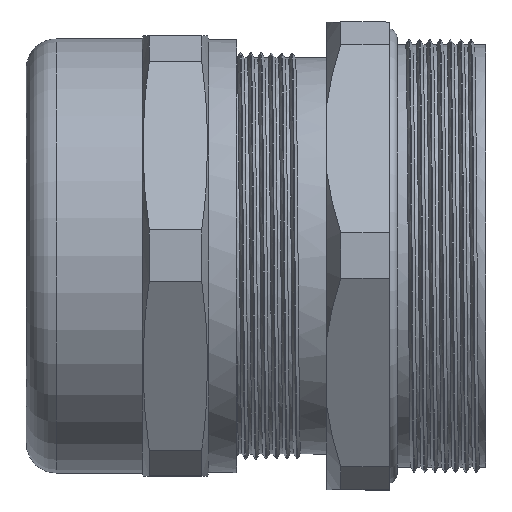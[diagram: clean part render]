
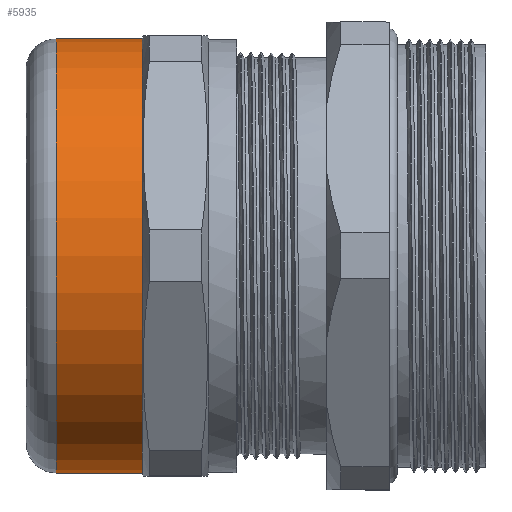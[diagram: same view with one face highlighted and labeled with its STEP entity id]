
A CAD part, top view. The second image highlights one B-rep face of the part: STEP entity #5935.
In plain terms, the highlighted cylindrical face has radius 31.565 mm (diameter 63.13 mm), a full revolution.
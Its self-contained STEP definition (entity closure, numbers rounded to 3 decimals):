
#208=FACE_BOUND('',#1156,.T.);
#788=FACE_OUTER_BOUND('',#1155,.T.);
#1155=EDGE_LOOP('',(#5241));
#1156=EDGE_LOOP('',(#5242));
#2291=CIRCLE('',#6570,31.565);
#2293=CIRCLE('',#6575,31.565);
#2812=VERTEX_POINT('',#14823);
#2814=VERTEX_POINT('',#14830);
#3642=EDGE_CURVE('',#2812,#2812,#2291,.T.);
#3644=EDGE_CURVE('',#2814,#2814,#2293,.T.);
#5241=ORIENTED_EDGE('',*,*,#3642,.F.);
#5242=ORIENTED_EDGE('',*,*,#3644,.T.);
#5644=CYLINDRICAL_SURFACE('',#6576,31.565);
#5935=ADVANCED_FACE('',(#788,#208),#5644,.T.);
#6570=AXIS2_PLACEMENT_3D('',#14824,#8059,#8060);
#6575=AXIS2_PLACEMENT_3D('',#14831,#8069,#8070);
#6576=AXIS2_PLACEMENT_3D('',#14832,#8071,#8072);
#8059=DIRECTION('center_axis',(1.,0.,0.));
#8060=DIRECTION('ref_axis',(0.,0.,-1.));
#8069=DIRECTION('center_axis',(1.,0.,0.));
#8070=DIRECTION('ref_axis',(0.,0.,-1.));
#8071=DIRECTION('center_axis',(1.,0.,0.));
#8072=DIRECTION('ref_axis',(0.,1.,0.));
#14823=CARTESIAN_POINT('',(-13.75,31.565,0.));
#14824=CARTESIAN_POINT('Origin',(-13.75,0.,0.));
#14830=CARTESIAN_POINT('',(-26.286,31.565,0.));
#14831=CARTESIAN_POINT('Origin',(-26.286,0.,0.));
#14832=CARTESIAN_POINT('Origin',(-20.018,0.,0.));
